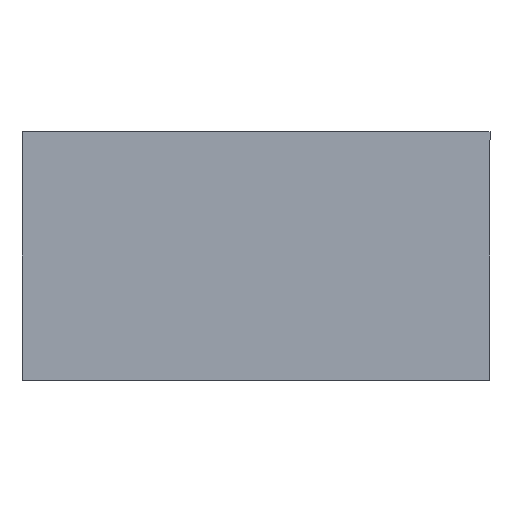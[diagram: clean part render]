
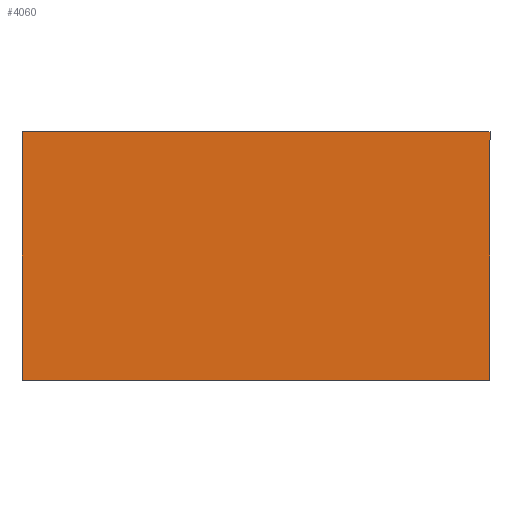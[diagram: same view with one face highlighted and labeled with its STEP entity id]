
A CAD part, left-side view. The second image highlights one B-rep face of the part: STEP entity #4060.
In plain terms, the highlighted planar face has unit normal (-1, 0, 0).
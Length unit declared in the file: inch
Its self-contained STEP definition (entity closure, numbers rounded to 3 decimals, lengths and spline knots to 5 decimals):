
#9 = ORIENTED_EDGE ( 'NONE', *, *, #8291, .F. ) ;
#1883 = LINE ( 'NONE', #5539, #24282 ) ;
#2364 = ORIENTED_EDGE ( 'NONE', *, *, #28659, .F. ) ;
#2867 = CARTESIAN_POINT ( 'NONE',  ( -0.53, 1.58085, 0.81853 ) ) ;
#3164 = LINE ( 'NONE', #21135, #14394 ) ;
#4060 = ADVANCED_FACE ( 'NONE', ( #27687 ), #25898, .T. ) ;
#5050 = DIRECTION ( 'NONE',  ( 0., 0., 1. ) ) ;
#5489 = CARTESIAN_POINT ( 'NONE',  ( -0.53, 1.58085, 0.81853 ) ) ;
#5539 = CARTESIAN_POINT ( 'NONE',  ( -0.53, 0.63835, -0.18147 ) ) ;
#5659 = DIRECTION ( 'NONE',  ( 0., 0., -1. ) ) ;
#7470 = VECTOR ( 'NONE', #5050, 39.37008 ) ;
#8276 = CARTESIAN_POINT ( 'NONE',  ( -0.53, -0.30415, -0.18147 ) ) ;
#8291 = EDGE_CURVE ( 'NONE', #25836, #25736, #9311, .T. ) ;
#8556 = AXIS2_PLACEMENT_3D ( 'NONE', #2867, #24055, #5659 ) ;
#9311 = LINE ( 'NONE', #12376, #7470 ) ;
#10757 = CARTESIAN_POINT ( 'NONE',  ( -0.53, -0.30415, 0.31853 ) ) ;
#11915 = DIRECTION ( 'NONE',  ( 0., -1., 0. ) ) ;
#12269 = EDGE_CURVE ( 'NONE', #29566, #28703, #14332, .T. ) ;
#12376 = CARTESIAN_POINT ( 'NONE',  ( -0.53, 1.58085, -0.18147 ) ) ;
#14332 = LINE ( 'NONE', #10757, #16087 ) ;
#14394 = VECTOR ( 'NONE', #11915, 39.37008 ) ;
#15686 = EDGE_CURVE ( 'NONE', #25836, #29566, #1883, .T. ) ;
#16087 = VECTOR ( 'NONE', #28795, 39.37008 ) ;
#16723 = CARTESIAN_POINT ( 'NONE',  ( -0.53, -0.30415, 0.81853 ) ) ;
#17309 = ORIENTED_EDGE ( 'NONE', *, *, #15686, .T. ) ;
#17899 = CARTESIAN_POINT ( 'NONE',  ( -0.53, 1.58085, -0.18147 ) ) ;
#19104 = EDGE_LOOP ( 'NONE', ( #27771, #2364, #9, #17309 ) ) ;
#21135 = CARTESIAN_POINT ( 'NONE',  ( -0.53, 0.63835, 0.81853 ) ) ;
#24055 = DIRECTION ( 'NONE',  ( -1., 0., 0. ) ) ;
#24282 = VECTOR ( 'NONE', #28684, 39.37008 ) ;
#25736 = VERTEX_POINT ( 'NONE', #5489 ) ;
#25836 = VERTEX_POINT ( 'NONE', #17899 ) ;
#25898 = PLANE ( 'NONE',  #8556 ) ;
#27687 = FACE_OUTER_BOUND ( 'NONE', #19104, .T. ) ;
#27771 = ORIENTED_EDGE ( 'NONE', *, *, #12269, .T. ) ;
#28659 = EDGE_CURVE ( 'NONE', #25736, #28703, #3164, .T. ) ;
#28684 = DIRECTION ( 'NONE',  ( 0., -1., 0. ) ) ;
#28703 = VERTEX_POINT ( 'NONE', #16723 ) ;
#28795 = DIRECTION ( 'NONE',  ( 0., 0., 1. ) ) ;
#29566 = VERTEX_POINT ( 'NONE', #8276 ) ;
